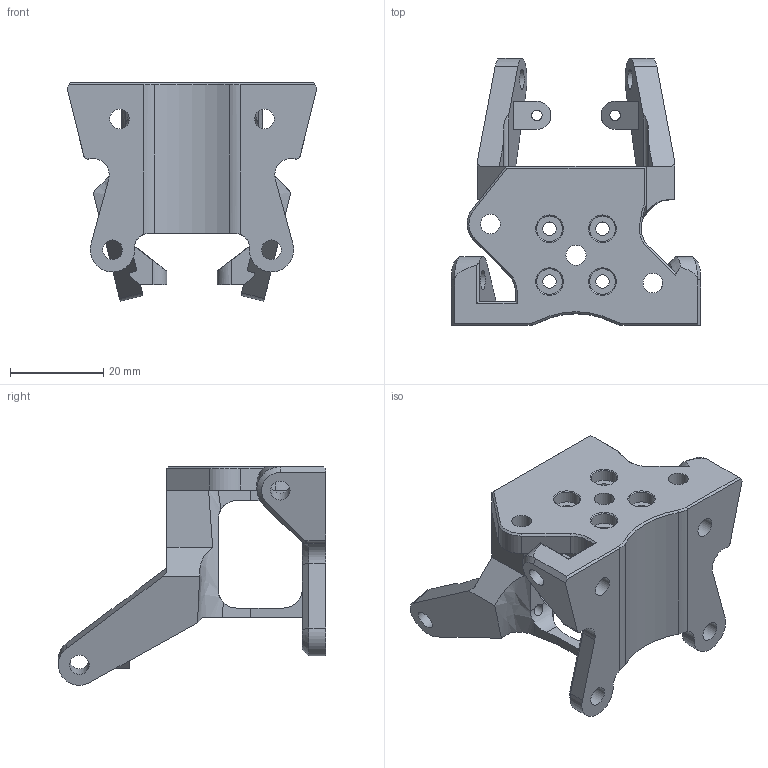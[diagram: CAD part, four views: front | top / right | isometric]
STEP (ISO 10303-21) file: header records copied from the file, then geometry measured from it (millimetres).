
FILE_DESCRIPTION(/* description */ (''),/* implementation_level */ '2;1');
FILE_NAME(/* name */ 'Toolhead base.step',/* time_stamp */ '2024-04-29T16:40:40+08:00',/* author */ (''),/* organization */ (''),/* preprocessor_version */ 'ST-DEVELOPER v20',/* originating_system */ 'Autodesk Translation Framework v12.20.1.177',/* authorisation */ '');
FILE_SCHEMA (('AUTOMOTIVE_DESIGN { 1 0 10303 214 3 1 1 }'));
Length unit declared in the file: millimetre
Products named in the file (1): Toolhead base 2
Bounding box: 53.46 x 57.19 x 46.77 mm (x, y, z)
Volume: 19773 mm3; surface area: 12420.7 mm2
Topology: 1 solids, 1 shells, 176 faces, 503 edges, 327 vertices
Faces by surface type: plane 94, cylinder 57, cone 20, bspline 5
Full cylindrical faces by diameter (mm): 2.25 x2, 2.5 x4, 2.9 x4, 4.2 x10, 4.3 x1, 5.5 x4, 22.3 x1
Entity records: 6296 total; most frequent: CARTESIAN_POINT 1595, ORIENTED_EDGE 1006, DIRECTION 934, EDGE_CURVE 503, VERTEX_POINT 327, AXIS2_PLACEMENT_3D 325, LINE 284, VECTOR 284
